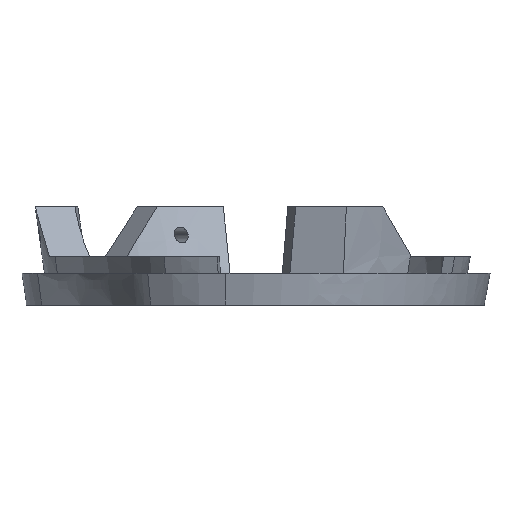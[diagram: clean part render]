
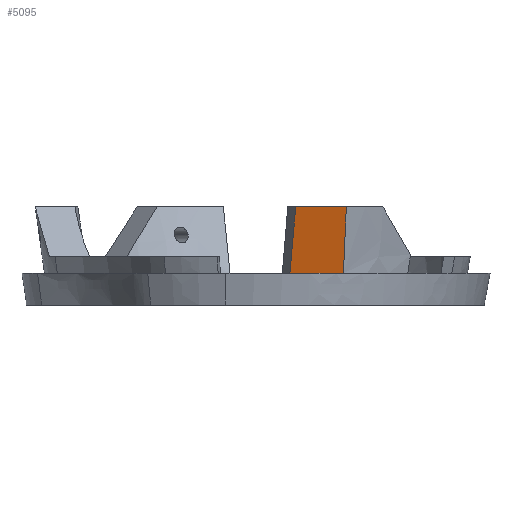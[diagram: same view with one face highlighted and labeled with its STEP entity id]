
A CAD part, left-side view. The second image highlights one B-rep face of the part: STEP entity #5095.
In plain terms, the highlighted free-form (B-spline) face has degree [3, 1] with [5, 2] control points.
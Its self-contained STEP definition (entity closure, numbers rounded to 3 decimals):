
#16 = VECTOR ( 'NONE', #5024, 1000. ) ;
#38 = FACE_OUTER_BOUND ( 'NONE', #2881, .T. ) ;
#174 = B_SPLINE_CURVE_WITH_KNOTS ( 'NONE', 3,
 ( #4322, #4323, #4324, #4325, #4326, #4327, #4328, #4329, #4330, #4331 ),
 .UNSPECIFIED., .F., .F.,
 ( 4, 3, 3, 4 ),
 ( 0., 0.005, 0.008, 0.011 ),
 .UNSPECIFIED. ) ;
#229 = CARTESIAN_POINT ( 'NONE',  ( -34.934, -18.693, -100.6 ) ) ;
#230 = CARTESIAN_POINT ( 'NONE',  ( -35.3, -18.759, -99.069 ) ) ;
#231 = CARTESIAN_POINT ( 'NONE',  ( -35.665, -18.821, -97.539 ) ) ;
#232 = CARTESIAN_POINT ( 'NONE',  ( -36.033, -18.887, -96.009 ) ) ;
#233 = CARTESIAN_POINT ( 'NONE',  ( -36.29, -18.933, -94.94 ) ) ;
#234 = CARTESIAN_POINT ( 'NONE',  ( -36.548, -18.983, -93.871 ) ) ;
#235 = CARTESIAN_POINT ( 'NONE',  ( -36.807, -19.032, -92.803 ) ) ;
#236 = CARTESIAN_POINT ( 'NONE',  ( -37.066, -19.081, -91.735 ) ) ;
#237 = CARTESIAN_POINT ( 'NONE',  ( -37.327, -19.131, -90.668 ) ) ;
#238 = CARTESIAN_POINT ( 'NONE',  ( -37.587, -19.18, -89.6 ) ) ;
#281 = CARTESIAN_POINT ( 'NONE',  ( -34.934, -18.693, -100.6 ) ) ;
#310 = CARTESIAN_POINT ( 'NONE',  ( -37.587, -19.18, -89.6 ) ) ;
#311 = CARTESIAN_POINT ( 'NONE',  ( -37.587, -10.807, -89.6 ) ) ;
#336 = CARTESIAN_POINT ( 'NONE',  ( -34.934, -9.842, -100.6 ) ) ;
#1231 = CARTESIAN_POINT ( 'NONE',  ( -34.934, -19.236, -100.6 ) ) ;
#1232 = CARTESIAN_POINT ( 'NONE',  ( -34.934, -9.786, -100.6 ) ) ;
#1233 = CARTESIAN_POINT ( 'NONE',  ( -35.454, -19.236, -98.425 ) ) ;
#1234 = CARTESIAN_POINT ( 'NONE',  ( -35.454, -9.786, -98.425 ) ) ;
#1235 = CARTESIAN_POINT ( 'NONE',  ( -36.328, -19.236, -94.764 ) ) ;
#1236 = CARTESIAN_POINT ( 'NONE',  ( -36.328, -9.786, -94.764 ) ) ;
#1237 = CARTESIAN_POINT ( 'NONE',  ( -37.224, -19.236, -91.087 ) ) ;
#1238 = CARTESIAN_POINT ( 'NONE',  ( -37.224, -9.786, -91.087 ) ) ;
#1239 = CARTESIAN_POINT ( 'NONE',  ( -37.587, -19.236, -89.6 ) ) ;
#1240 = CARTESIAN_POINT ( 'NONE',  ( -37.587, -9.786, -89.6 ) ) ;
#2566 = EDGE_CURVE ( 'NONE', #2703, #2758, #5022, .T. ) ;
#2571 = EDGE_CURVE ( 'NONE', #2703, #2732, #5580, .T. ) ;
#2703 = VERTEX_POINT ( 'NONE', #281 ) ;
#2732 = VERTEX_POINT ( 'NONE', #310 ) ;
#2733 = VERTEX_POINT ( 'NONE', #311 ) ;
#2758 = VERTEX_POINT ( 'NONE', #336 ) ;
#2812 = ORIENTED_EDGE ( 'NONE', *, *, #5491, .F. ) ;
#2881 = EDGE_LOOP ( 'NONE', ( #2812, #5319, #5318, #5320 ) ) ;
#4080 = B_SPLINE_SURFACE_WITH_KNOTS ( 'NONE', 3, 1, ( 
 ( #1231, #1232 ),
 ( #1233, #1234 ),
 ( #1235, #1236 ),
 ( #1237, #1238 ),
 ( #1239, #1240 ) ),
 .UNSPECIFIED., .F., .F., .F.,
 ( 4, 1, 4 ),
 ( 2, 2 ),
 ( -17., -15.893, -15.137 ),
 ( 0.181, 0.584 ),
 .UNSPECIFIED. ) ;
#4220 = LINE ( 'NONE', #4221, #4901 ) ;
#4221 = CARTESIAN_POINT ( 'NONE',  ( -37.587, -14.511, -89.6 ) ) ;
#4222 = DIRECTION ( 'NONE',  ( 0., 1., 0. ) ) ;
#4322 = CARTESIAN_POINT ( 'NONE',  ( -34.934, -9.842, -100.6 ) ) ;
#4323 = CARTESIAN_POINT ( 'NONE',  ( -35.299, -9.974, -99.073 ) ) ;
#4324 = CARTESIAN_POINT ( 'NONE',  ( -35.663, -10.107, -97.547 ) ) ;
#4325 = CARTESIAN_POINT ( 'NONE',  ( -36.03, -10.241, -96.021 ) ) ;
#4326 = CARTESIAN_POINT ( 'NONE',  ( -36.287, -10.334, -94.95 ) ) ;
#4327 = CARTESIAN_POINT ( 'NONE',  ( -36.546, -10.428, -93.88 ) ) ;
#4328 = CARTESIAN_POINT ( 'NONE',  ( -36.805, -10.523, -92.81 ) ) ;
#4329 = CARTESIAN_POINT ( 'NONE',  ( -37.065, -10.617, -91.74 ) ) ;
#4330 = CARTESIAN_POINT ( 'NONE',  ( -37.326, -10.712, -90.67 ) ) ;
#4331 = CARTESIAN_POINT ( 'NONE',  ( -37.587, -10.807, -89.6 ) ) ;
#4901 = VECTOR ( 'NONE', #4222, 1000. ) ;
#5022 = LINE ( 'NONE', #5023, #16 ) ;
#5023 = CARTESIAN_POINT ( 'NONE',  ( -34.934, -4.246, -100.6 ) ) ;
#5024 = DIRECTION ( 'NONE',  ( 0., 1., 0. ) ) ;
#5095 = ADVANCED_FACE ( 'NONE', ( #38 ), #4080, .T. ) ;
#5318 = ORIENTED_EDGE ( 'NONE', *, *, #2571, .T. ) ;
#5319 = ORIENTED_EDGE ( 'NONE', *, *, #2566, .F. ) ;
#5320 = ORIENTED_EDGE ( 'NONE', *, *, #5480, .T. ) ;
#5480 = EDGE_CURVE ( 'NONE', #2732, #2733, #4220, .T. ) ;
#5491 = EDGE_CURVE ( 'NONE', #2758, #2733, #174, .T. ) ;
#5580 = B_SPLINE_CURVE_WITH_KNOTS ( 'NONE', 3,
 ( #229, #230, #231, #232, #233, #234, #235, #236, #237, #238 ),
 .UNSPECIFIED., .F., .F.,
 ( 4, 3, 3, 4 ),
 ( 0., 0.005, 0.008, 0.011 ),
 .UNSPECIFIED. ) ;
